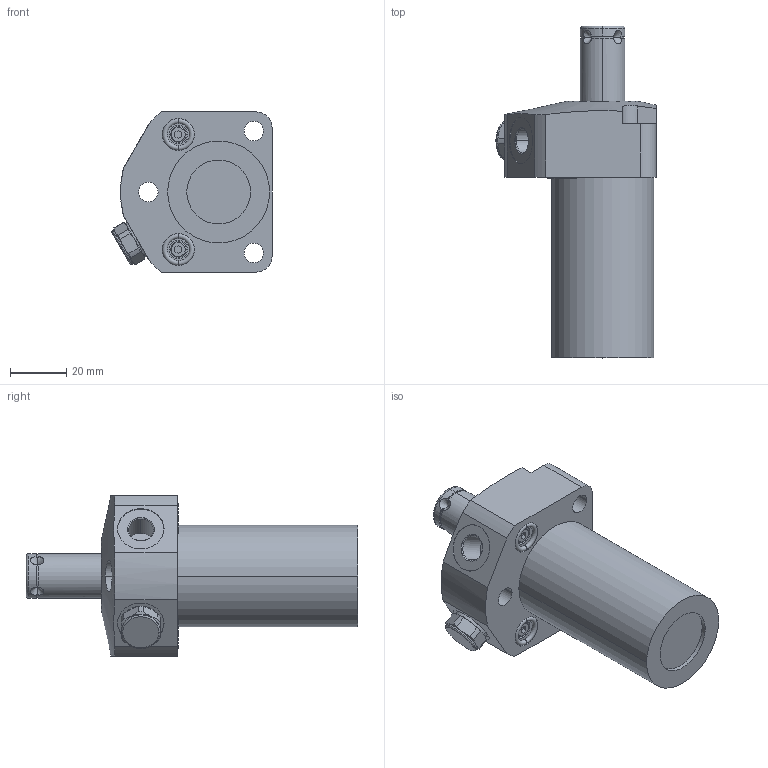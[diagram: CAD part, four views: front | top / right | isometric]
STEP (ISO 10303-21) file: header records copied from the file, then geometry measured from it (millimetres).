
FILE_DESCRIPTION((''),'2;1');
FILE_NAME('ILCM41560513','2022-04-05T09:31:29',('npeters'),(''),'CREO PARAMETRIC BY PTC INC, 2021164','CREO PARAMETRIC BY PTC INC, 2021164','');
FILE_SCHEMA(('AUTOMOTIVE_DESIGN { 1 0 10303 214 1 1 1 1 }'));
Length unit declared in the file: millimetre
Products named in the file (1): ILCM41560513
Bounding box: 56.97 x 118.1 x 57 mm (x, y, z)
Volume: 135224.2 mm3; surface area: 22918.1 mm2
Topology: 1 solids, 5 shells, 165 faces, 411 edges, 263 vertices
Faces by surface type: cylinder 65, plane 64, cone 28, torus 8
Entity records: 6886 total; most frequent: CARTESIAN_POINT 1253, DIRECTION 894, ORIENTED_EDGE 790, PRESENTATION_STYLE_ASSIGNMENT 445, STYLED_ITEM 434, CURVE_STYLE 432, EDGE_CURVE 397, AXIS2_PLACEMENT_3D 351
